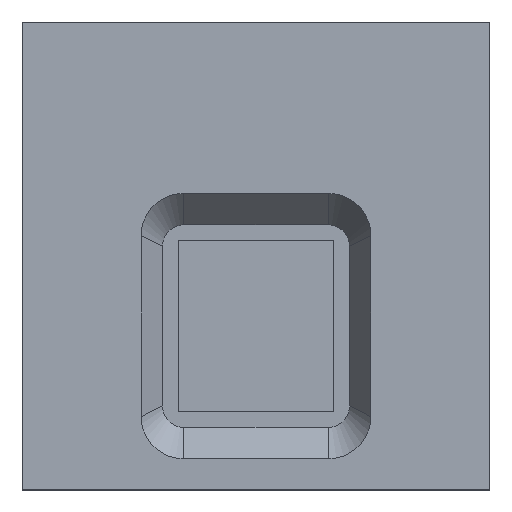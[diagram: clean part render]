
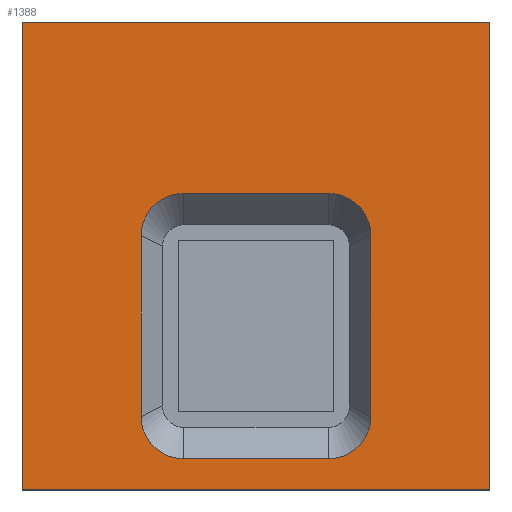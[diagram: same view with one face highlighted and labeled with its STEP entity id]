
A CAD part, top view. The second image highlights one B-rep face of the part: STEP entity #1388.
In plain terms, the highlighted planar face has unit normal (0, 0, 1).
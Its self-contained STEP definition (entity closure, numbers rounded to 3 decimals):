
#667 = VERTEX_POINT('',#668);
#668 = CARTESIAN_POINT('',(-1.5,1.5,0.8));
#674 = EDGE_CURVE('',#667,#675,#677,.T.);
#675 = VERTEX_POINT('',#676);
#676 = CARTESIAN_POINT('',(-1.5,-1.5,0.8));
#677 = LINE('',#678,#679);
#678 = CARTESIAN_POINT('',(-1.5,1.5,0.8));
#679 = VECTOR('',#680,1.);
#680 = DIRECTION('',(0.,-1.,0.));
#846 = VERTEX_POINT('',#847);
#847 = CARTESIAN_POINT('',(1.5,1.5,0.8));
#853 = EDGE_CURVE('',#846,#667,#854,.T.);
#854 = LINE('',#855,#856);
#855 = CARTESIAN_POINT('',(1.5,1.5,0.8));
#856 = VECTOR('',#857,1.);
#857 = DIRECTION('',(-1.,0.,0.));
#895 = VERTEX_POINT('',#896);
#896 = CARTESIAN_POINT('',(1.5,-1.5,0.8));
#902 = EDGE_CURVE('',#895,#846,#903,.T.);
#903 = LINE('',#904,#905);
#904 = CARTESIAN_POINT('',(1.5,-1.5,0.8));
#905 = VECTOR('',#906,1.);
#906 = DIRECTION('',(0.,1.,0.));
#1178 = EDGE_CURVE('',#675,#895,#1179,.T.);
#1179 = LINE('',#1180,#1181);
#1180 = CARTESIAN_POINT('',(-1.5,-1.5,0.8));
#1181 = VECTOR('',#1182,1.);
#1182 = DIRECTION('',(1.,0.,0.));
#1388 = ADVANCED_FACE('',(#1389,#1395),#1465,.T.);
#1389 = FACE_BOUND('',#1390,.T.);
#1390 = EDGE_LOOP('',(#1391,#1392,#1393,#1394));
#1391 = ORIENTED_EDGE('',*,*,#1178,.T.);
#1392 = ORIENTED_EDGE('',*,*,#902,.T.);
#1393 = ORIENTED_EDGE('',*,*,#853,.T.);
#1394 = ORIENTED_EDGE('',*,*,#674,.T.);
#1395 = FACE_BOUND('',#1396,.T.);
#1396 = EDGE_LOOP('',(#1397,#1407,#1416,#1424,#1433,#1441,#1450,#1458));
#1397 = ORIENTED_EDGE('',*,*,#1398,.F.);
#1398 = EDGE_CURVE('',#1399,#1401,#1403,.T.);
#1399 = VERTEX_POINT('',#1400);
#1400 = CARTESIAN_POINT('',(-0.468,-1.3,0.8));
#1401 = VERTEX_POINT('',#1402);
#1402 = CARTESIAN_POINT('',(0.468,-1.3,0.8));
#1403 = LINE('',#1404,#1405);
#1404 = CARTESIAN_POINT('',(-0.468,-1.3,0.8));
#1405 = VECTOR('',#1406,1.);
#1406 = DIRECTION('',(1.,0.,0.));
#1407 = ORIENTED_EDGE('',*,*,#1408,.F.);
#1408 = EDGE_CURVE('',#1409,#1399,#1411,.T.);
#1409 = VERTEX_POINT('',#1410);
#1410 = CARTESIAN_POINT('',(-0.738,-1.03,0.8));
#1411 = CIRCLE('',#1412,0.27);
#1412 = AXIS2_PLACEMENT_3D('',#1413,#1414,#1415);
#1413 = CARTESIAN_POINT('',(-0.468,-1.03,0.8));
#1414 = DIRECTION('',(0.,0.,1.));
#1415 = DIRECTION('',(1.,0.,0.));
#1416 = ORIENTED_EDGE('',*,*,#1417,.F.);
#1417 = EDGE_CURVE('',#1418,#1409,#1420,.T.);
#1418 = VERTEX_POINT('',#1419);
#1419 = CARTESIAN_POINT('',(-0.738,0.13,0.8));
#1420 = LINE('',#1421,#1422);
#1421 = CARTESIAN_POINT('',(-0.738,0.13,0.8));
#1422 = VECTOR('',#1423,1.);
#1423 = DIRECTION('',(0.,-1.,0.));
#1424 = ORIENTED_EDGE('',*,*,#1425,.F.);
#1425 = EDGE_CURVE('',#1426,#1418,#1428,.T.);
#1426 = VERTEX_POINT('',#1427);
#1427 = CARTESIAN_POINT('',(-0.468,0.4,0.8));
#1428 = CIRCLE('',#1429,0.27);
#1429 = AXIS2_PLACEMENT_3D('',#1430,#1431,#1432);
#1430 = CARTESIAN_POINT('',(-0.468,0.13,0.8));
#1431 = DIRECTION('',(0.,0.,1.));
#1432 = DIRECTION('',(1.,0.,0.));
#1433 = ORIENTED_EDGE('',*,*,#1434,.F.);
#1434 = EDGE_CURVE('',#1435,#1426,#1437,.T.);
#1435 = VERTEX_POINT('',#1436);
#1436 = CARTESIAN_POINT('',(0.468,0.4,0.8));
#1437 = LINE('',#1438,#1439);
#1438 = CARTESIAN_POINT('',(0.468,0.4,0.8));
#1439 = VECTOR('',#1440,1.);
#1440 = DIRECTION('',(-1.,0.,0.));
#1441 = ORIENTED_EDGE('',*,*,#1442,.F.);
#1442 = EDGE_CURVE('',#1443,#1435,#1445,.T.);
#1443 = VERTEX_POINT('',#1444);
#1444 = CARTESIAN_POINT('',(0.738,0.13,0.8));
#1445 = CIRCLE('',#1446,0.27);
#1446 = AXIS2_PLACEMENT_3D('',#1447,#1448,#1449);
#1447 = CARTESIAN_POINT('',(0.468,0.13,0.8));
#1448 = DIRECTION('',(0.,0.,1.));
#1449 = DIRECTION('',(1.,0.,0.));
#1450 = ORIENTED_EDGE('',*,*,#1451,.F.);
#1451 = EDGE_CURVE('',#1452,#1443,#1454,.T.);
#1452 = VERTEX_POINT('',#1453);
#1453 = CARTESIAN_POINT('',(0.738,-1.03,0.8));
#1454 = LINE('',#1455,#1456);
#1455 = CARTESIAN_POINT('',(0.738,-1.03,0.8));
#1456 = VECTOR('',#1457,1.);
#1457 = DIRECTION('',(0.,1.,0.));
#1458 = ORIENTED_EDGE('',*,*,#1459,.F.);
#1459 = EDGE_CURVE('',#1401,#1452,#1460,.T.);
#1460 = CIRCLE('',#1461,0.27);
#1461 = AXIS2_PLACEMENT_3D('',#1462,#1463,#1464);
#1462 = CARTESIAN_POINT('',(0.468,-1.03,0.8));
#1463 = DIRECTION('',(0.,0.,1.));
#1464 = DIRECTION('',(1.,0.,0.));
#1465 = PLANE('',#1466);
#1466 = AXIS2_PLACEMENT_3D('',#1467,#1468,#1469);
#1467 = CARTESIAN_POINT('',(0.,0.,0.8));
#1468 = DIRECTION('',(0.,0.,1.));
#1469 = DIRECTION('',(1.,0.,0.));
